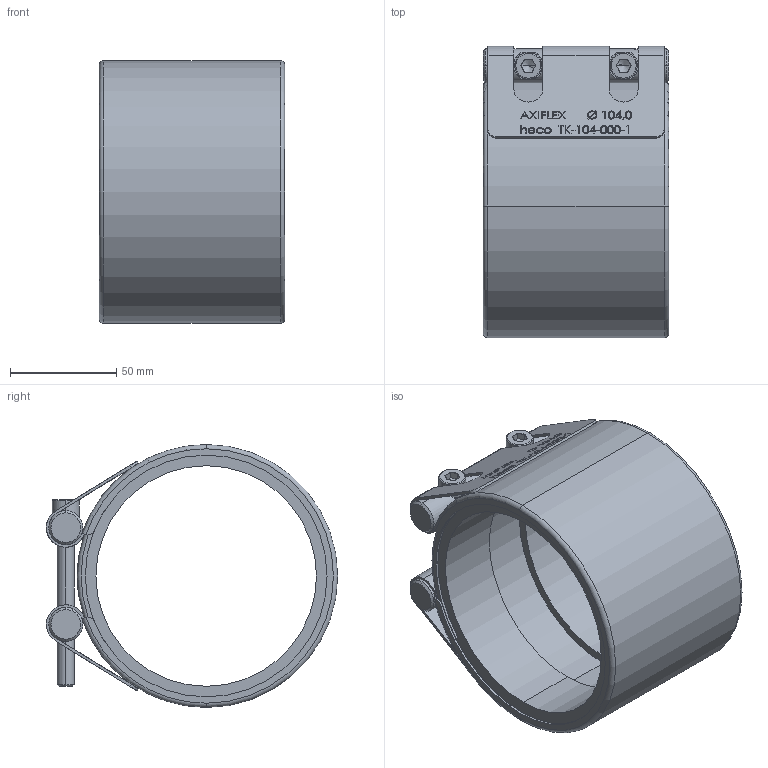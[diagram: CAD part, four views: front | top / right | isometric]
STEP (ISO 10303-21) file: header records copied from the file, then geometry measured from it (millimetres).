
FILE_DESCRIPTION (( 'STEP AP214' ), '1' );
FILE_NAME ('Axiflex Ø104,0 heco 1710.STEP', '2017-10-09T14:02:38', ( '' ), ( '' ), 'SwSTEP 2.0', 'SolidWorks 2016', '' );
FILE_SCHEMA (( 'AUTOMOTIVE_DESIGN' ));
Length unit declared in the file: millimetre
Products named in the file (1): Axiflex Ø104,0 heco 1710
Bounding box: 87.4 x 137.39 x 124 mm (x, y, z)
Volume: 314632.6 mm3; surface area: 153778.7 mm2
Topology: 1 solids, 1 shells, 577 faces, 1551 edges, 998 vertices
Faces by surface type: plane 296, bspline 140, cylinder 83, cone 34, torus 24
Entity records: 31503 total; most frequent: CARTESIAN_POINT 14433, ORIENTED_EDGE 3094, DIRECTION 2325, EDGE_CURVE 1547, VERTEX_POINT 998, LINE 949, VECTOR 949, AXIS2_PLACEMENT_3D 688
